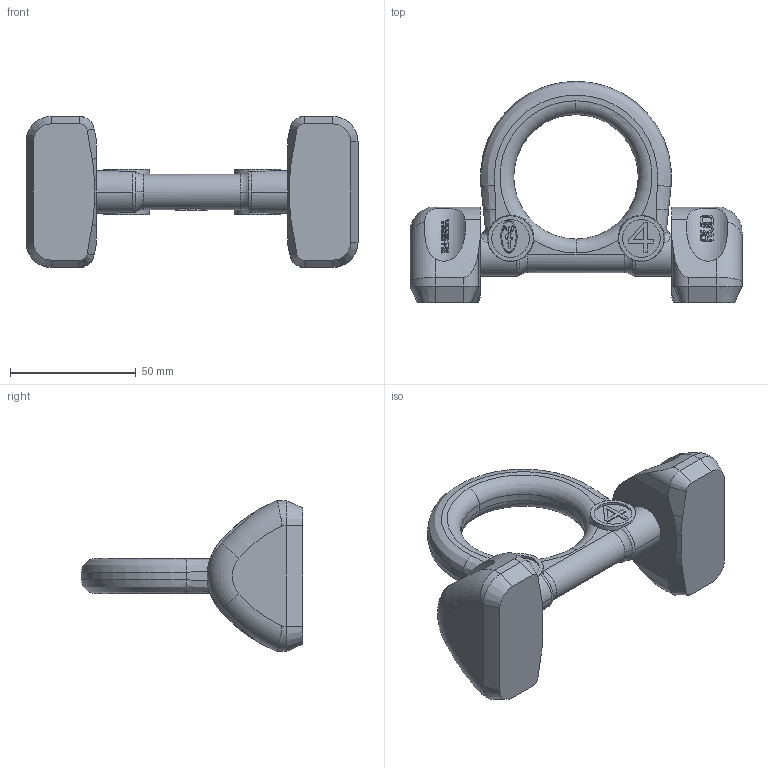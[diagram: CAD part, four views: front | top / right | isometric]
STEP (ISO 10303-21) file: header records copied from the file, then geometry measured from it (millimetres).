
FILE_DESCRIPTION((''),'2;1');
FILE_NAME('001-M33749-P2_ASM','2011-08-25T',('Marcel.Bux'),(''),'PRO/ENGINEER BY PARAMETRIC TECHNOLOGY CORPORATION, 2010140','PRO/ENGINEER BY PARAMETRIC TECHNOLOGY CORPORATION, 2010140','');
FILE_SCHEMA(('CONFIG_CONTROL_DESIGN'));
Length unit declared in the file: millimetre
Products named in the file (3): 001-M32032-P3; 001-M33749-P1; 001-M33749-P2_ASM
Assembly tree (3 placements, depth 2):
  001-M33749-P2_ASM
    001-M32032-P3
    001-M33749-P1  x2
Bounding box: 132 x 88 x 60 mm (x, y, z)
Volume: 127873.1 mm3; surface area: 29085.1 mm2
Topology: 3 solids, 3 shells, 798 faces, 2200 edges, 1454 vertices
Faces by surface type: plane 604, extrusion 52, torus 48, cylinder 48, bspline 26, cone 20
Entity records: 20928 total; most frequent: CARTESIAN_POINT 8845, ORIENTED_EDGE 2826, DIRECTION 1974, EDGE_CURVE 1413, VERTEX_POINT 932, AXIS2_PLACEMENT_3D 677, B_SPLINE_CURVE_WITH_KNOTS 662, VECTOR 620
